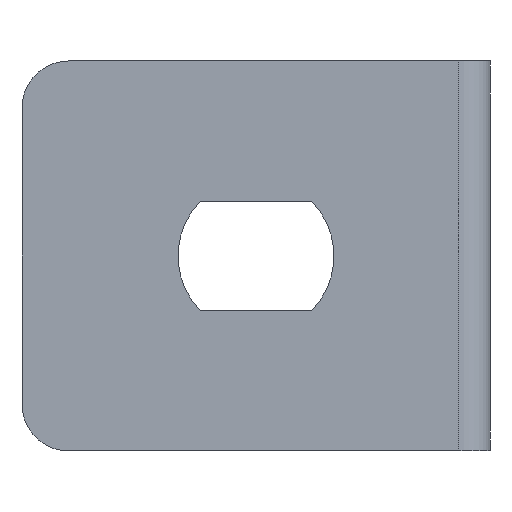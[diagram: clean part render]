
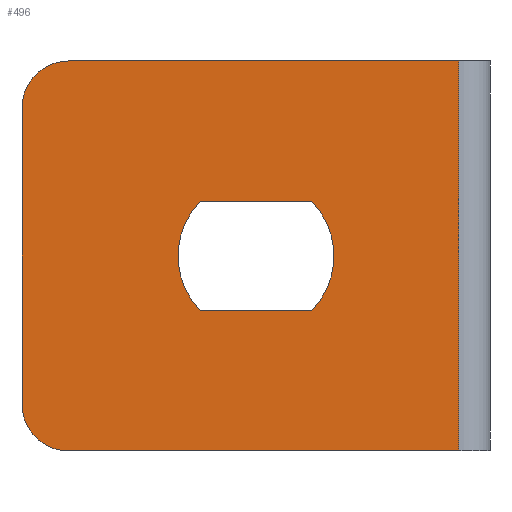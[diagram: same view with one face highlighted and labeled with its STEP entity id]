
A CAD part, front view. The second image highlights one B-rep face of the part: STEP entity #496.
In plain terms, the highlighted planar face has unit normal (0, -1, 0).
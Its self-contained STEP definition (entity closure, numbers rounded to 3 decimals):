
#14 = AXIS2_PLACEMENT_3D ( 'NONE', #741, #740, #739 ) ;
#17 = AXIS2_PLACEMENT_3D ( 'NONE', #743, #736, #776 ) ;
#24 = AXIS2_PLACEMENT_3D ( 'NONE', #799, #798, #797 ) ;
#27 = AXIS2_PLACEMENT_3D ( 'NONE', #803, #762, #759 ) ;
#45 = EDGE_CURVE ( 'NONE', #223, #242, #194, .T. ) ;
#51 = EDGE_CURVE ( 'NONE', #240, #244, #182, .T. ) ;
#64 = EDGE_CURVE ( 'NONE', #236, #224, #162, .T. ) ;
#83 = EDGE_CURVE ( 'NONE', #243, #224, #153, .T. ) ;
#95 = EDGE_CURVE ( 'NONE', #228, #243, #149, .T. ) ;
#107 = AXIS2_PLACEMENT_3D ( 'NONE', #606, #597, #596 ) ;
#122 = EDGE_CURVE ( 'NONE', #242, #236, #446, .T. ) ;
#123 = EDGE_CURVE ( 'NONE', #219, #254, #444, .T. ) ;
#127 = EDGE_CURVE ( 'NONE', #244, #219, #481, .T. ) ;
#129 = EDGE_CURVE ( 'NONE', #228, #223, #478, .T. ) ;
#130 = EDGE_CURVE ( 'NONE', #254, #240, #476, .T. ) ;
#146 = VECTOR ( 'NONE', #780, 1000. ) ;
#149 = LINE ( 'NONE', #781, #146 ) ;
#150 = VECTOR ( 'NONE', #758, 1000. ) ;
#153 = LINE ( 'NONE', #792, #150 ) ;
#162 = CIRCLE ( 'NONE', #17, 3. ) ;
#182 = CIRCLE ( 'NONE', #24, 5. ) ;
#194 = CIRCLE ( 'NONE', #27, 3. ) ;
#219 = VERTEX_POINT ( 'NONE', #681 ) ;
#223 = VERTEX_POINT ( 'NONE', #679 ) ;
#224 = VERTEX_POINT ( 'NONE', #665 ) ;
#228 = VERTEX_POINT ( 'NONE', #660 ) ;
#236 = VERTEX_POINT ( 'NONE', #710 ) ;
#240 = VERTEX_POINT ( 'NONE', #697 ) ;
#242 = VERTEX_POINT ( 'NONE', #706 ) ;
#243 = VERTEX_POINT ( 'NONE', #705 ) ;
#244 = VERTEX_POINT ( 'NONE', #704 ) ;
#254 = VERTEX_POINT ( 'NONE', #688 ) ;
#256 = EDGE_LOOP ( 'NONE', ( #367, #298, #347, #402 ) ) ;
#263 = EDGE_LOOP ( 'NONE', ( #318, #278, #304, #310, #389, #345 ) ) ;
#278 = ORIENTED_EDGE ( 'NONE', *, *, #45, .T. ) ;
#298 = ORIENTED_EDGE ( 'NONE', *, *, #127, .F. ) ;
#304 = ORIENTED_EDGE ( 'NONE', *, *, #122, .T. ) ;
#310 = ORIENTED_EDGE ( 'NONE', *, *, #64, .T. ) ;
#318 = ORIENTED_EDGE ( 'NONE', *, *, #129, .T. ) ;
#345 = ORIENTED_EDGE ( 'NONE', *, *, #95, .F. ) ;
#347 = ORIENTED_EDGE ( 'NONE', *, *, #51, .F. ) ;
#367 = ORIENTED_EDGE ( 'NONE', *, *, #123, .F. ) ;
#389 = ORIENTED_EDGE ( 'NONE', *, *, #83, .F. ) ;
#402 = ORIENTED_EDGE ( 'NONE', *, *, #130, .F. ) ;
#440 = VECTOR ( 'NONE', #746, 1000. ) ;
#444 = CIRCLE ( 'NONE', #14, 5. ) ;
#446 = LINE ( 'NONE', #747, #440 ) ;
#452 = FACE_OUTER_BOUND ( 'NONE', #263, .T. ) ;
#461 = FACE_BOUND ( 'NONE', #256, .T. ) ;
#473 = VECTOR ( 'NONE', #680, 1000. ) ;
#475 = VECTOR ( 'NONE', #678, 1000. ) ;
#476 = LINE ( 'NONE', #677, #473 ) ;
#478 = LINE ( 'NONE', #669, #475 ) ;
#479 = VECTOR ( 'NONE', #694, 1000. ) ;
#481 = LINE ( 'NONE', #719, #479 ) ;
#496 = ADVANCED_FACE ( 'NONE', ( #461, #452 ), #603, .T. ) ;
#596 = DIRECTION ( 'NONE',  ( 1., 0., 0. ) ) ;
#597 = DIRECTION ( 'NONE',  ( 0., -1., 0. ) ) ;
#603 = PLANE ( 'NONE',  #107 ) ;
#606 = CARTESIAN_POINT ( 'NONE',  ( 0., 0., 12.5 ) ) ;
#660 = CARTESIAN_POINT ( 'NONE',  ( -2., 0., 12.5 ) ) ;
#665 = CARTESIAN_POINT ( 'NONE',  ( -27., 0., -12.5 ) ) ;
#669 = CARTESIAN_POINT ( 'NONE',  ( 0., 0., 12.5 ) ) ;
#677 = CARTESIAN_POINT ( 'NONE',  ( -11.429, 0., 3.5 ) ) ;
#678 = DIRECTION ( 'NONE',  ( -1., 0., 0. ) ) ;
#679 = CARTESIAN_POINT ( 'NONE',  ( -27., 0., 12.5 ) ) ;
#680 = DIRECTION ( 'NONE',  ( -1., 0., 0. ) ) ;
#681 = CARTESIAN_POINT ( 'NONE',  ( -11.429, 0., -3.5 ) ) ;
#688 = CARTESIAN_POINT ( 'NONE',  ( -11.429, 0., 3.5 ) ) ;
#694 = DIRECTION ( 'NONE',  ( 1., 0., 0. ) ) ;
#697 = CARTESIAN_POINT ( 'NONE',  ( -18.571, 0., 3.5 ) ) ;
#704 = CARTESIAN_POINT ( 'NONE',  ( -18.571, 0., -3.5 ) ) ;
#705 = CARTESIAN_POINT ( 'NONE',  ( -2., 0., -12.5 ) ) ;
#706 = CARTESIAN_POINT ( 'NONE',  ( -30., 0., 9.5 ) ) ;
#710 = CARTESIAN_POINT ( 'NONE',  ( -30., 0., -9.5 ) ) ;
#719 = CARTESIAN_POINT ( 'NONE',  ( -18.571, 0., -3.5 ) ) ;
#736 = DIRECTION ( 'NONE',  ( 0., -1., 0. ) ) ;
#739 = DIRECTION ( 'NONE',  ( 1., 0., 0. ) ) ;
#740 = DIRECTION ( 'NONE',  ( 0., -1., 0. ) ) ;
#741 = CARTESIAN_POINT ( 'NONE',  ( -15., 0., 0. ) ) ;
#743 = CARTESIAN_POINT ( 'NONE',  ( -27., 0., -9.5 ) ) ;
#746 = DIRECTION ( 'NONE',  ( 0., 0., -1. ) ) ;
#747 = CARTESIAN_POINT ( 'NONE',  ( -30., 0., 12.5 ) ) ;
#758 = DIRECTION ( 'NONE',  ( -1., 0., 0. ) ) ;
#759 = DIRECTION ( 'NONE',  ( 1., 0., 0. ) ) ;
#762 = DIRECTION ( 'NONE',  ( 0., -1., 0. ) ) ;
#776 = DIRECTION ( 'NONE',  ( 1., 0., 0. ) ) ;
#780 = DIRECTION ( 'NONE',  ( 0., 0., -1. ) ) ;
#781 = CARTESIAN_POINT ( 'NONE',  ( -2., 0., 12.5 ) ) ;
#792 = CARTESIAN_POINT ( 'NONE',  ( 0., 0., -12.5 ) ) ;
#797 = DIRECTION ( 'NONE',  ( 1., 0., 0. ) ) ;
#798 = DIRECTION ( 'NONE',  ( 0., -1., 0. ) ) ;
#799 = CARTESIAN_POINT ( 'NONE',  ( -15., 0., 0. ) ) ;
#803 = CARTESIAN_POINT ( 'NONE',  ( -27., 0., 9.5 ) ) ;
